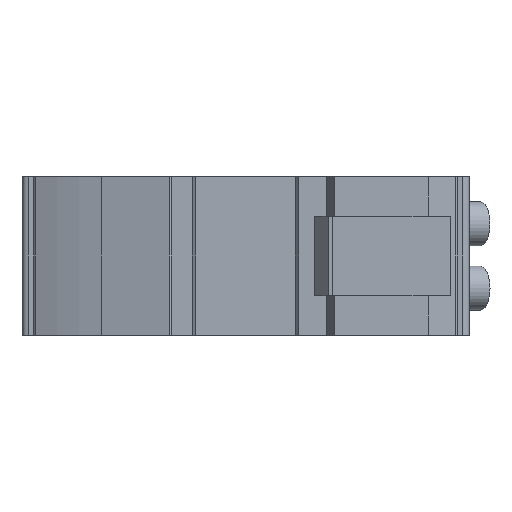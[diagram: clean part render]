
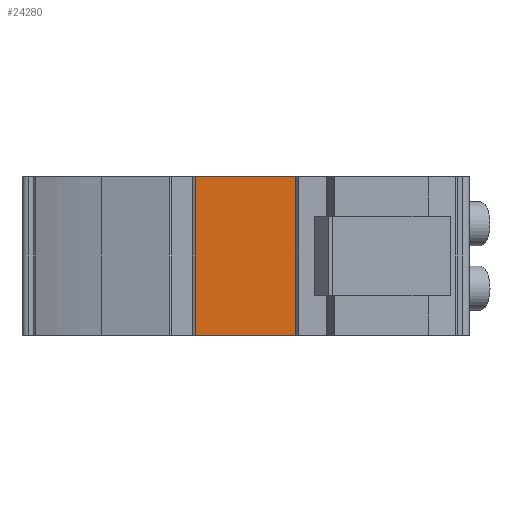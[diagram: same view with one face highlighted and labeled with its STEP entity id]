
A CAD part, front view. The second image highlights one B-rep face of the part: STEP entity #24280.
In plain terms, the highlighted planar face has unit normal (0, -1, 0).
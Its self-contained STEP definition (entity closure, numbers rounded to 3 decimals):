
#1420=CARTESIAN_POINT('',(-11.05,11.85,-67.8));
#1430=VERTEX_POINT('',#1420);
#1460=CARTESIAN_POINT('',(0.,11.85,-67.8))
;
#1470=DIRECTION('',(1.,0.,0.));
#1480=VECTOR('',#1470,1.);
#1490=LINE('',#1460,#1480);
#1500=CARTESIAN_POINT('',(11.05,11.85,-67.8));
#1510=VERTEX_POINT('',#1500);
#1520=EDGE_CURVE('',#1430,#1510,#1490,.T.);
#20770=CARTESIAN_POINT('',(11.05,11.85,-59.));
#20780=DIRECTION('',(0.,0.,1.));
#20790=VECTOR('',#20780,1.);
#20800=LINE('',#20770,#20790);
#20810=CARTESIAN_POINT('',(11.05,11.85,-32.6));
#20820=VERTEX_POINT('',#20810);
#20830=EDGE_CURVE('',#1510,#20820,#20800,.T.);
#23910=CARTESIAN_POINT('',(-11.05,11.85,-32.6));
#23920=VERTEX_POINT('',#23910);
#23950=CARTESIAN_POINT('',(-11.05,11.85,-59.));
#23960=DIRECTION('',(0.,0.,1.));
#23970=VECTOR('',#23960,1.);
#23980=LINE('',#23950,#23970);
#23990=EDGE_CURVE('',#1430,#23920,#23980,.T.);
#24120=CARTESIAN_POINT('',(11.05,11.85,-67.8));
#24130=DIRECTION('',(0.,-1.,0.));
#24140=DIRECTION('',(1.,0.,0.));
#24150=AXIS2_PLACEMENT_3D('',#24120,#24130,#24140);
#24160=PLANE('',#24150);
#24170=ORIENTED_EDGE('',*,*,#23990,.F.);
#24180=CARTESIAN_POINT('',(0.,11.85,-32.6))
;
#24190=DIRECTION('',(-1.,0.,0.));
#24200=VECTOR('',#24190,1.);
#24210=LINE('',#24180,#24200);
#24220=EDGE_CURVE('',#20820,#23920,#24210,.T.);
#24230=ORIENTED_EDGE('',*,*,#24220,.T.);
#24240=ORIENTED_EDGE('',*,*,#20830,.T.);
#24250=ORIENTED_EDGE('',*,*,#1520,.T.);
#24260=EDGE_LOOP('',(#24250,#24240,#24230,#24170));
#24270=FACE_OUTER_BOUND('',#24260,.T.);
#24280=ADVANCED_FACE('',(#24270),#24160,.T.);
